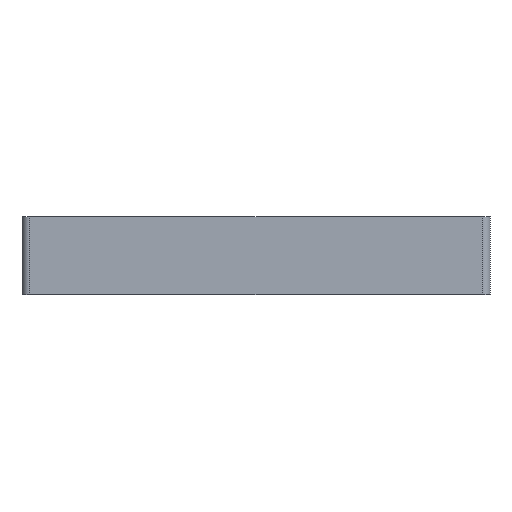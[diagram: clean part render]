
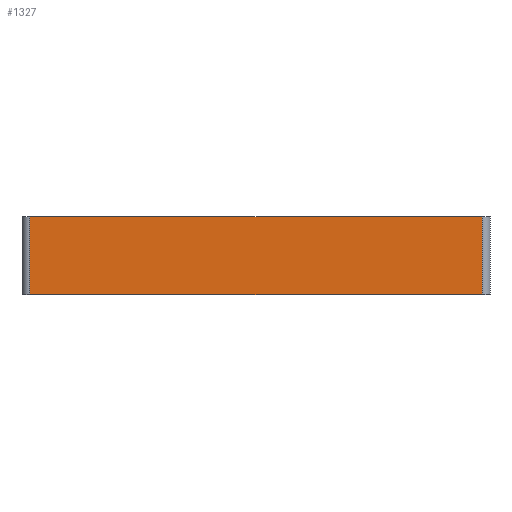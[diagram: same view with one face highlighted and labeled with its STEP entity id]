
A CAD part, left-side view. The second image highlights one B-rep face of the part: STEP entity #1327.
In plain terms, the highlighted planar face has unit normal (-1, 0, 0).
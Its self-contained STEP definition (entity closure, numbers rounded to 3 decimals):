
#19 = DIRECTION ( 'NONE',  ( 0., 0., 1. ) ) ;
#26 = CARTESIAN_POINT ( 'NONE',  ( -30., 29., 5. ) ) ;
#112 = CARTESIAN_POINT ( 'NONE',  ( -30., -30., 5. ) ) ;
#150 = CARTESIAN_POINT ( 'NONE',  ( -30., -29., 5. ) ) ;
#171 = EDGE_CURVE ( 'NONE', #226, #1298, #535, .T. ) ;
#226 = VERTEX_POINT ( 'NONE', #26 ) ;
#265 = VECTOR ( 'NONE', #1358, 1000. ) ;
#273 = LINE ( 'NONE', #732, #431 ) ;
#321 = EDGE_CURVE ( 'NONE', #537, #1298, #733, .T. ) ;
#351 = VERTEX_POINT ( 'NONE', #540 ) ;
#356 = EDGE_LOOP ( 'NONE', ( #777, #1107, #947, #1070 ) ) ;
#431 = VECTOR ( 'NONE', #827, 1000. ) ;
#450 = VECTOR ( 'NONE', #19, 1000. ) ;
#535 = LINE ( 'NONE', #112, #265 ) ;
#537 = VERTEX_POINT ( 'NONE', #791 ) ;
#540 = CARTESIAN_POINT ( 'NONE',  ( -30., 29., -5. ) ) ;
#544 = DIRECTION ( 'NONE',  ( 0., 0., -1. ) ) ;
#559 = VECTOR ( 'NONE', #544, 1000. ) ;
#672 = CARTESIAN_POINT ( 'NONE',  ( -30., -30., 5. ) ) ;
#732 = CARTESIAN_POINT ( 'NONE',  ( -30., -30., -5. ) ) ;
#733 = LINE ( 'NONE', #745, #450 ) ;
#745 = CARTESIAN_POINT ( 'NONE',  ( -30., -29., 5. ) ) ;
#777 = ORIENTED_EDGE ( 'NONE', *, *, #1088, .T. ) ;
#791 = CARTESIAN_POINT ( 'NONE',  ( -30., -29., -5. ) ) ;
#827 = DIRECTION ( 'NONE',  ( 0., -1., 0. ) ) ;
#836 = AXIS2_PLACEMENT_3D ( 'NONE', #672, #890, #1092 ) ;
#890 = DIRECTION ( 'NONE',  ( 1., 0., 0. ) ) ;
#947 = ORIENTED_EDGE ( 'NONE', *, *, #171, .F. ) ;
#1054 = FACE_OUTER_BOUND ( 'NONE', #356, .T. ) ;
#1070 = ORIENTED_EDGE ( 'NONE', *, *, #1157, .T. ) ;
#1088 = EDGE_CURVE ( 'NONE', #351, #537, #273, .T. ) ;
#1092 = DIRECTION ( 'NONE',  ( 0., 0., -1. ) ) ;
#1107 = ORIENTED_EDGE ( 'NONE', *, *, #321, .T. ) ;
#1118 = LINE ( 'NONE', #1269, #559 ) ;
#1157 = EDGE_CURVE ( 'NONE', #226, #351, #1118, .T. ) ;
#1205 = PLANE ( 'NONE',  #836 ) ;
#1269 = CARTESIAN_POINT ( 'NONE',  ( -30., 29., 5. ) ) ;
#1298 = VERTEX_POINT ( 'NONE', #150 ) ;
#1327 = ADVANCED_FACE ( 'NONE', ( #1054 ), #1205, .F. ) ;
#1358 = DIRECTION ( 'NONE',  ( 0., -1., 0. ) ) ;
